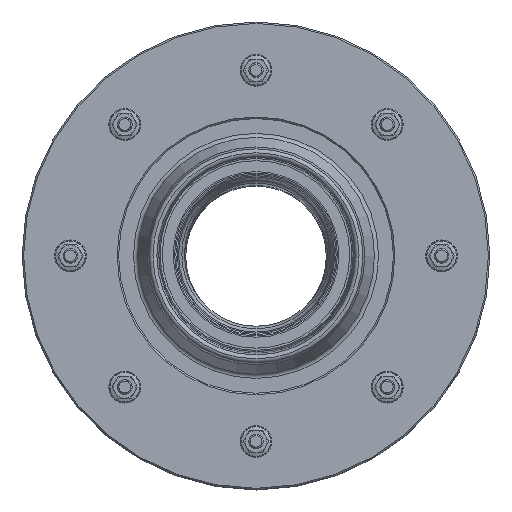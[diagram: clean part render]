
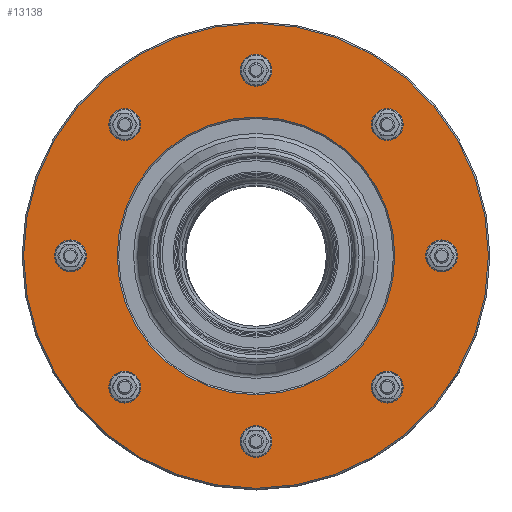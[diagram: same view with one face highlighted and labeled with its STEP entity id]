
A CAD part, top view. The second image highlights one B-rep face of the part: STEP entity #13138.
In plain terms, the highlighted planar face has unit normal (0, 0, 1).
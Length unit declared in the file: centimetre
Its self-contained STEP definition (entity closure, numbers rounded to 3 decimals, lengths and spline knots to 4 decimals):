
#393=FACE_BOUND('',#2504,.T.);
#394=FACE_BOUND('',#2505,.T.);
#395=FACE_BOUND('',#2506,.T.);
#396=FACE_BOUND('',#2507,.T.);
#397=FACE_BOUND('',#2508,.T.);
#398=FACE_BOUND('',#2509,.T.);
#399=FACE_BOUND('',#2510,.T.);
#400=FACE_BOUND('',#2511,.T.);
#401=FACE_BOUND('',#2512,.T.);
#539=PLANE('',#14865);
#1536=FACE_OUTER_BOUND('',#2503,.T.);
#2503=EDGE_LOOP('',(#10965));
#2504=EDGE_LOOP('',(#10966));
#2505=EDGE_LOOP('',(#10967));
#2506=EDGE_LOOP('',(#10968));
#2507=EDGE_LOOP('',(#10969));
#2508=EDGE_LOOP('',(#10970));
#2509=EDGE_LOOP('',(#10971));
#2510=EDGE_LOOP('',(#10972));
#2511=EDGE_LOOP('',(#10973));
#2512=EDGE_LOOP('',(#10974));
#4826=CIRCLE('',#14864,95.);
#4827=CIRCLE('',#14866,159.);
#4828=CIRCLE('',#14867,7.);
#4829=CIRCLE('',#14868,7.);
#4830=CIRCLE('',#14869,7.);
#4831=CIRCLE('',#14870,7.);
#4832=CIRCLE('',#14871,7.);
#4833=CIRCLE('',#14872,7.);
#4834=CIRCLE('',#14873,7.);
#4835=CIRCLE('',#14874,7.);
#5830=VERTEX_POINT('',#23378);
#5831=VERTEX_POINT('',#23382);
#5832=VERTEX_POINT('',#23384);
#5833=VERTEX_POINT('',#23386);
#5834=VERTEX_POINT('',#23388);
#5835=VERTEX_POINT('',#23390);
#5836=VERTEX_POINT('',#23392);
#5837=VERTEX_POINT('',#23394);
#5838=VERTEX_POINT('',#23396);
#5839=VERTEX_POINT('',#23398);
#7574=EDGE_CURVE('',#5830,#5830,#4826,.T.);
#7576=EDGE_CURVE('',#5831,#5831,#4827,.T.);
#7577=EDGE_CURVE('',#5832,#5832,#4828,.T.);
#7578=EDGE_CURVE('',#5833,#5833,#4829,.T.);
#7579=EDGE_CURVE('',#5834,#5834,#4830,.T.);
#7580=EDGE_CURVE('',#5835,#5835,#4831,.T.);
#7581=EDGE_CURVE('',#5836,#5836,#4832,.T.);
#7582=EDGE_CURVE('',#5837,#5837,#4833,.T.);
#7583=EDGE_CURVE('',#5838,#5838,#4834,.T.);
#7584=EDGE_CURVE('',#5839,#5839,#4835,.T.);
#10965=ORIENTED_EDGE('',*,*,#7576,.F.);
#10966=ORIENTED_EDGE('',*,*,#7577,.T.);
#10967=ORIENTED_EDGE('',*,*,#7578,.T.);
#10968=ORIENTED_EDGE('',*,*,#7579,.T.);
#10969=ORIENTED_EDGE('',*,*,#7580,.T.);
#10970=ORIENTED_EDGE('',*,*,#7581,.T.);
#10971=ORIENTED_EDGE('',*,*,#7582,.T.);
#10972=ORIENTED_EDGE('',*,*,#7583,.T.);
#10973=ORIENTED_EDGE('',*,*,#7584,.T.);
#10974=ORIENTED_EDGE('',*,*,#7574,.F.);
#13138=ADVANCED_FACE('',(#1536,#393,#394,#395,#396,#397,#398,#399,#400,
#401),#539,.T.);
#14864=AXIS2_PLACEMENT_3D('',#23379,#18771,#18772);
#14865=AXIS2_PLACEMENT_3D('',#23381,#18774,#18775);
#14866=AXIS2_PLACEMENT_3D('',#23383,#18776,#18777);
#14867=AXIS2_PLACEMENT_3D('',#23385,#18778,#18779);
#14868=AXIS2_PLACEMENT_3D('',#23387,#18780,#18781);
#14869=AXIS2_PLACEMENT_3D('',#23389,#18782,#18783);
#14870=AXIS2_PLACEMENT_3D('',#23391,#18784,#18785);
#14871=AXIS2_PLACEMENT_3D('',#23393,#18786,#18787);
#14872=AXIS2_PLACEMENT_3D('',#23395,#18788,#18789);
#14873=AXIS2_PLACEMENT_3D('',#23397,#18790,#18791);
#14874=AXIS2_PLACEMENT_3D('',#23399,#18792,#18793);
#18771=DIRECTION('center_axis',(0.,0.,1.));
#18772=DIRECTION('ref_axis',(-1.,0.,0.));
#18774=DIRECTION('center_axis',(0.,0.,1.));
#18775=DIRECTION('ref_axis',(1.,0.,0.));
#18776=DIRECTION('center_axis',(0.,0.,-1.));
#18777=DIRECTION('ref_axis',(-1.,0.,0.));
#18778=DIRECTION('center_axis',(0.,0.,-1.));
#18779=DIRECTION('ref_axis',(0.707,0.707,0.));
#18780=DIRECTION('center_axis',(0.,0.,-1.));
#18781=DIRECTION('ref_axis',(-0.707,0.707,0.));
#18782=DIRECTION('center_axis',(0.,0.,-1.));
#18783=DIRECTION('ref_axis',(-0.707,-0.707,0.));
#18784=DIRECTION('center_axis',(0.,0.,-1.));
#18785=DIRECTION('ref_axis',(0.707,-0.707,0.));
#18786=DIRECTION('center_axis',(0.,0.,-1.));
#18787=DIRECTION('ref_axis',(0.,-1.,0.));
#18788=DIRECTION('center_axis',(0.,0.,-1.));
#18789=DIRECTION('ref_axis',(-1.,0.,0.));
#18790=DIRECTION('center_axis',(0.,0.,-1.));
#18791=DIRECTION('ref_axis',(0.,1.,0.));
#18792=DIRECTION('center_axis',(0.,0.,-1.));
#18793=DIRECTION('ref_axis',(1.,0.,0.));
#23378=CARTESIAN_POINT('',(160.1374,-295.4143,-148.));
#23379=CARTESIAN_POINT('Origin',(65.1374,-295.4143,-148.));
#23381=CARTESIAN_POINT('Origin',(65.1374,-295.4143,-148.));
#23382=CARTESIAN_POINT('',(224.1374,-295.4143,-148.));
#23383=CARTESIAN_POINT('Origin',(65.1374,-295.4143,-148.));
#23384=CARTESIAN_POINT('',(-29.6149,-390.1666,-148.));
#23385=CARTESIAN_POINT('Origin',(-24.6652,-385.2169,-148.));
#23386=CARTESIAN_POINT('',(159.8897,-390.1666,-148.));
#23387=CARTESIAN_POINT('Origin',(154.94,-385.2169,-148.));
#23388=CARTESIAN_POINT('',(159.8897,-200.662,-148.));
#23389=CARTESIAN_POINT('Origin',(154.94,-205.6118,-148.));
#23390=CARTESIAN_POINT('',(-29.6149,-200.662,-148.));
#23391=CARTESIAN_POINT('Origin',(-24.6652,-205.6118,-148.));
#23392=CARTESIAN_POINT('',(65.1374,-161.4143,-148.));
#23393=CARTESIAN_POINT('Origin',(65.1374,-168.4143,-148.));
#23394=CARTESIAN_POINT('',(199.1374,-295.4143,-148.));
#23395=CARTESIAN_POINT('Origin',(192.1374,-295.4143,-148.));
#23396=CARTESIAN_POINT('',(65.1374,-429.4143,-148.));
#23397=CARTESIAN_POINT('Origin',(65.1374,-422.4143,-148.));
#23398=CARTESIAN_POINT('',(-68.8626,-295.4143,-148.));
#23399=CARTESIAN_POINT('Origin',(-61.8626,-295.4143,-148.));
